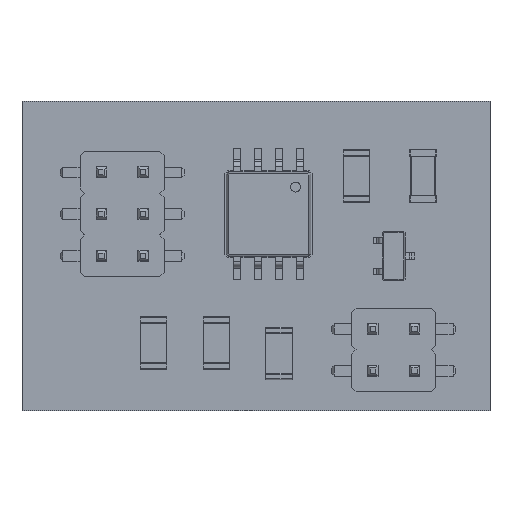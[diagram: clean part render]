
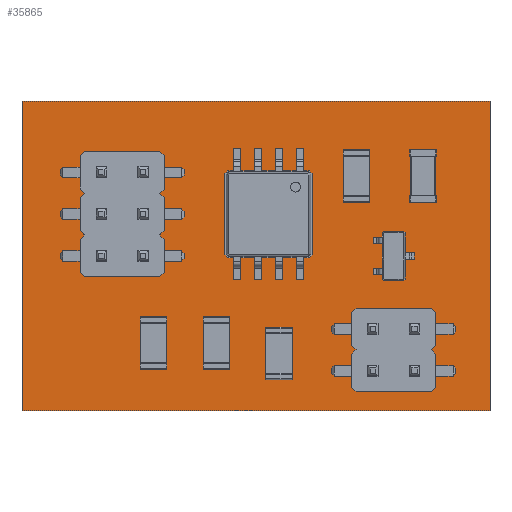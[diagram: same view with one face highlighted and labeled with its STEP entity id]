
A CAD part, top view. The second image highlights one B-rep face of the part: STEP entity #35865.
In plain terms, the highlighted planar face has unit normal (0, 0, 1).
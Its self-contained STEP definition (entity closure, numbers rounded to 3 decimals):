
#35551 = VERTEX_POINT('',#35552);
#35552 = CARTESIAN_POINT('',(109.474,-65.532,1.6));
#35559 = PLANE('',#35560);
#35560 = AXIS2_PLACEMENT_3D('',#35561,#35562,#35563);
#35561 = CARTESIAN_POINT('',(109.474,-65.532,0.));
#35562 = DIRECTION('',(0.,1.,0.));
#35563 = DIRECTION('',(1.,0.,0.));
#35571 = PLANE('',#35572);
#35572 = AXIS2_PLACEMENT_3D('',#35573,#35574,#35575);
#35573 = CARTESIAN_POINT('',(109.474,-84.328,0.));
#35574 = DIRECTION('',(-1.,0.,0.));
#35575 = DIRECTION('',(0.,1.,0.));
#35583 = EDGE_CURVE('',#35551,#35584,#35586,.T.);
#35584 = VERTEX_POINT('',#35585);
#35585 = CARTESIAN_POINT('',(137.922,-65.532,1.6));
#35586 = SURFACE_CURVE('',#35587,(#35591,#35598),.PCURVE_S1.);
#35587 = LINE('',#35588,#35589);
#35588 = CARTESIAN_POINT('',(109.474,-65.532,1.6));
#35589 = VECTOR('',#35590,1.);
#35590 = DIRECTION('',(1.,0.,0.));
#35591 = PCURVE('',#35559,#35592);
#35592 = DEFINITIONAL_REPRESENTATION('',(#35593),#35597);
#35593 = LINE('',#35594,#35595);
#35594 = CARTESIAN_POINT('',(0.,-1.6));
#35595 = VECTOR('',#35596,1.);
#35596 = DIRECTION('',(1.,0.));
#35597 = ( GEOMETRIC_REPRESENTATION_CONTEXT(2) 
PARAMETRIC_REPRESENTATION_CONTEXT() REPRESENTATION_CONTEXT('2D SPACE',''
  ) );
#35598 = PCURVE('',#35599,#35604);
#35599 = PLANE('',#35600);
#35600 = AXIS2_PLACEMENT_3D('',#35601,#35602,#35603);
#35601 = CARTESIAN_POINT('',(123.698,-74.93,1.6));
#35602 = DIRECTION('',(-0.,-0.,-1.));
#35603 = DIRECTION('',(-1.,0.,0.));
#35604 = DEFINITIONAL_REPRESENTATION('',(#35605),#35609);
#35605 = LINE('',#35606,#35607);
#35606 = CARTESIAN_POINT('',(14.224,9.398));
#35607 = VECTOR('',#35608,1.);
#35608 = DIRECTION('',(-1.,0.));
#35609 = ( GEOMETRIC_REPRESENTATION_CONTEXT(2) 
PARAMETRIC_REPRESENTATION_CONTEXT() REPRESENTATION_CONTEXT('2D SPACE',''
  ) );
#35627 = PLANE('',#35628);
#35628 = AXIS2_PLACEMENT_3D('',#35629,#35630,#35631);
#35629 = CARTESIAN_POINT('',(137.922,-65.532,0.));
#35630 = DIRECTION('',(1.,0.,-0.));
#35631 = DIRECTION('',(0.,-1.,0.));
#35669 = EDGE_CURVE('',#35584,#35670,#35672,.T.);
#35670 = VERTEX_POINT('',#35671);
#35671 = CARTESIAN_POINT('',(137.922,-84.328,1.6));
#35672 = SURFACE_CURVE('',#35673,(#35677,#35684),.PCURVE_S1.);
#35673 = LINE('',#35674,#35675);
#35674 = CARTESIAN_POINT('',(137.922,-65.532,1.6));
#35675 = VECTOR('',#35676,1.);
#35676 = DIRECTION('',(0.,-1.,0.));
#35677 = PCURVE('',#35627,#35678);
#35678 = DEFINITIONAL_REPRESENTATION('',(#35679),#35683);
#35679 = LINE('',#35680,#35681);
#35680 = CARTESIAN_POINT('',(0.,-1.6));
#35681 = VECTOR('',#35682,1.);
#35682 = DIRECTION('',(1.,0.));
#35683 = ( GEOMETRIC_REPRESENTATION_CONTEXT(2) 
PARAMETRIC_REPRESENTATION_CONTEXT() REPRESENTATION_CONTEXT('2D SPACE',''
  ) );
#35684 = PCURVE('',#35599,#35685);
#35685 = DEFINITIONAL_REPRESENTATION('',(#35686),#35690);
#35686 = LINE('',#35687,#35688);
#35687 = CARTESIAN_POINT('',(-14.224,9.398));
#35688 = VECTOR('',#35689,1.);
#35689 = DIRECTION('',(0.,-1.));
#35690 = ( GEOMETRIC_REPRESENTATION_CONTEXT(2) 
PARAMETRIC_REPRESENTATION_CONTEXT() REPRESENTATION_CONTEXT('2D SPACE',''
  ) );
#35708 = PLANE('',#35709);
#35709 = AXIS2_PLACEMENT_3D('',#35710,#35711,#35712);
#35710 = CARTESIAN_POINT('',(137.922,-84.328,0.));
#35711 = DIRECTION('',(0.,-1.,0.));
#35712 = DIRECTION('',(-1.,0.,0.));
#35745 = EDGE_CURVE('',#35670,#35746,#35748,.T.);
#35746 = VERTEX_POINT('',#35747);
#35747 = CARTESIAN_POINT('',(109.474,-84.328,1.6));
#35748 = SURFACE_CURVE('',#35749,(#35753,#35760),.PCURVE_S1.);
#35749 = LINE('',#35750,#35751);
#35750 = CARTESIAN_POINT('',(137.922,-84.328,1.6));
#35751 = VECTOR('',#35752,1.);
#35752 = DIRECTION('',(-1.,0.,0.));
#35753 = PCURVE('',#35708,#35754);
#35754 = DEFINITIONAL_REPRESENTATION('',(#35755),#35759);
#35755 = LINE('',#35756,#35757);
#35756 = CARTESIAN_POINT('',(0.,-1.6));
#35757 = VECTOR('',#35758,1.);
#35758 = DIRECTION('',(1.,0.));
#35759 = ( GEOMETRIC_REPRESENTATION_CONTEXT(2) 
PARAMETRIC_REPRESENTATION_CONTEXT() REPRESENTATION_CONTEXT('2D SPACE',''
  ) );
#35760 = PCURVE('',#35599,#35761);
#35761 = DEFINITIONAL_REPRESENTATION('',(#35762),#35766);
#35762 = LINE('',#35763,#35764);
#35763 = CARTESIAN_POINT('',(-14.224,-9.398));
#35764 = VECTOR('',#35765,1.);
#35765 = DIRECTION('',(1.,0.));
#35766 = ( GEOMETRIC_REPRESENTATION_CONTEXT(2) 
PARAMETRIC_REPRESENTATION_CONTEXT() REPRESENTATION_CONTEXT('2D SPACE',''
  ) );
#35816 = EDGE_CURVE('',#35746,#35551,#35817,.T.);
#35817 = SURFACE_CURVE('',#35818,(#35822,#35829),.PCURVE_S1.);
#35818 = LINE('',#35819,#35820);
#35819 = CARTESIAN_POINT('',(109.474,-84.328,1.6));
#35820 = VECTOR('',#35821,1.);
#35821 = DIRECTION('',(0.,1.,0.));
#35822 = PCURVE('',#35571,#35823);
#35823 = DEFINITIONAL_REPRESENTATION('',(#35824),#35828);
#35824 = LINE('',#35825,#35826);
#35825 = CARTESIAN_POINT('',(0.,-1.6));
#35826 = VECTOR('',#35827,1.);
#35827 = DIRECTION('',(1.,0.));
#35828 = ( GEOMETRIC_REPRESENTATION_CONTEXT(2) 
PARAMETRIC_REPRESENTATION_CONTEXT() REPRESENTATION_CONTEXT('2D SPACE',''
  ) );
#35829 = PCURVE('',#35599,#35830);
#35830 = DEFINITIONAL_REPRESENTATION('',(#35831),#35835);
#35831 = LINE('',#35832,#35833);
#35832 = CARTESIAN_POINT('',(14.224,-9.398));
#35833 = VECTOR('',#35834,1.);
#35834 = DIRECTION('',(0.,1.));
#35835 = ( GEOMETRIC_REPRESENTATION_CONTEXT(2) 
PARAMETRIC_REPRESENTATION_CONTEXT() REPRESENTATION_CONTEXT('2D SPACE',''
  ) );
#35865 = ADVANCED_FACE('',(#35866),#35599,.F.);
#35866 = FACE_BOUND('',#35867,.F.);
#35867 = EDGE_LOOP('',(#35868,#35869,#35870,#35871));
#35868 = ORIENTED_EDGE('',*,*,#35583,.T.);
#35869 = ORIENTED_EDGE('',*,*,#35669,.T.);
#35870 = ORIENTED_EDGE('',*,*,#35745,.T.);
#35871 = ORIENTED_EDGE('',*,*,#35816,.T.);
